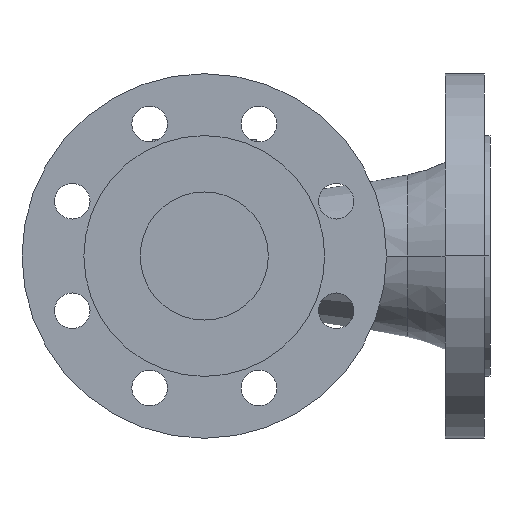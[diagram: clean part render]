
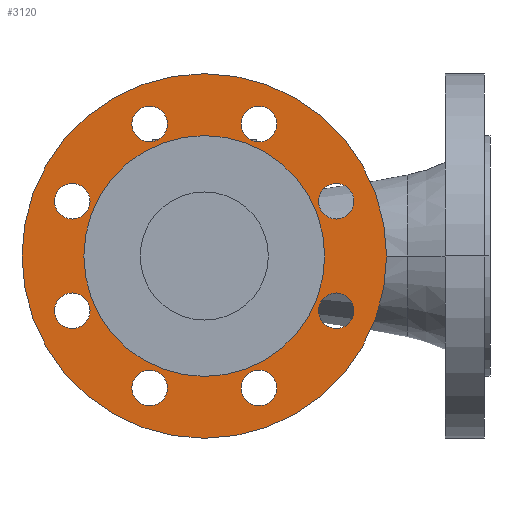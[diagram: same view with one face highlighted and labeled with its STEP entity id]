
A CAD part, front view. The second image highlights one B-rep face of the part: STEP entity #3120.
In plain terms, the highlighted planar face has unit normal (0, -1, 0).
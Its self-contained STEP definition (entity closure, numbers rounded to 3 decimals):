
#1570=CARTESIAN_POINT('',(-76.8,3.,0.))
;
#1580=DIRECTION('',(0.,-1.,-0.));
#1590=DIRECTION('',(-1.,0.,0.));
#1600=AXIS2_PLACEMENT_3D('',#1570,#1580,#1590);
#1610=PLANE('',#1600);
#1620=CARTESIAN_POINT('',(27.745,3.,
-66.981));
#1630=DIRECTION('',(-0.,1.,0.));
#1640=DIRECTION('',(1.,0.,0.));
#1650=AXIS2_PLACEMENT_3D('',#1620,#1630,#1640);
#1660=CIRCLE('',#1650,9.);
#1670=CARTESIAN_POINT('',(36.745,3.,-66.981));
#1680=VERTEX_POINT('',#1670);
#1690=CARTESIAN_POINT('',(18.745,3.,
-66.981));
#1700=VERTEX_POINT('',#1690);
#1710=EDGE_CURVE('',#1680,#1700,#1660,.T.);
#1720=ORIENTED_EDGE('',*,*,#1710,.T.);
#1730=EDGE_CURVE('',#1700,#1680,#1660,.T.);
#1740=ORIENTED_EDGE('',*,*,#1730,.T.);
#1750=EDGE_LOOP('',(#1740,#1720));
#1760=FACE_BOUND('',#1750,.T.);
#1770=CARTESIAN_POINT('',(-27.745,3.,
-66.981));
#1780=DIRECTION('',(-0.,1.,0.));
#1790=DIRECTION('',(1.,0.,0.));
#1800=AXIS2_PLACEMENT_3D('',#1770,#1780,#1790);
#1810=CIRCLE('',#1800,9.);
#1820=CARTESIAN_POINT('',(-18.745,3.,-66.981));
#1830=VERTEX_POINT('',#1820);
#1840=CARTESIAN_POINT('',(-36.745,3.,
-66.981));
#1850=VERTEX_POINT('',#1840);
#1860=EDGE_CURVE('',#1830,#1850,#1810,.T.);
#1870=ORIENTED_EDGE('',*,*,#1860,.T.);
#1880=EDGE_CURVE('',#1850,#1830,#1810,.T.);
#1890=ORIENTED_EDGE('',*,*,#1880,.T.);
#1900=EDGE_LOOP('',(#1890,#1870));
#1910=FACE_BOUND('',#1900,.T.);
#1920=CARTESIAN_POINT('',(-66.981,3.,
-27.745));
#1930=DIRECTION('',(-0.,1.,0.));
#1940=DIRECTION('',(1.,0.,0.));
#1950=AXIS2_PLACEMENT_3D('',#1920,#1930,#1940);
#1960=CIRCLE('',#1950,9.);
#1970=CARTESIAN_POINT('',(-57.981,3.,-27.745));
#1980=VERTEX_POINT('',#1970);
#1990=CARTESIAN_POINT('',(-75.981,3.,
-27.745));
#2000=VERTEX_POINT('',#1990);
#2010=EDGE_CURVE('',#1980,#2000,#1960,.T.);
#2020=ORIENTED_EDGE('',*,*,#2010,.T.);
#2030=EDGE_CURVE('',#2000,#1980,#1960,.T.);
#2040=ORIENTED_EDGE('',*,*,#2030,.T.);
#2050=EDGE_LOOP('',(#2040,#2020));
#2060=FACE_BOUND('',#2050,.T.);
#2070=CARTESIAN_POINT('',(-66.981,3.,
27.745));
#2080=DIRECTION('',(-0.,1.,0.));
#2090=DIRECTION('',(1.,0.,0.));
#2100=AXIS2_PLACEMENT_3D('',#2070,#2080,#2090);
#2110=CIRCLE('',#2100,9.);
#2120=CARTESIAN_POINT('',(-57.981,3.,27.745));
#2130=VERTEX_POINT('',#2120);
#2140=CARTESIAN_POINT('',(-75.981,3.,
27.745));
#2150=VERTEX_POINT('',#2140);
#2160=EDGE_CURVE('',#2130,#2150,#2110,.T.);
#2170=ORIENTED_EDGE('',*,*,#2160,.T.);
#2180=EDGE_CURVE('',#2150,#2130,#2110,.T.);
#2190=ORIENTED_EDGE('',*,*,#2180,.T.);
#2200=EDGE_LOOP('',(#2190,#2170));
#2210=FACE_BOUND('',#2200,.T.);
#2220=CARTESIAN_POINT('',(-27.745,3.,
66.981));
#2230=DIRECTION('',(-0.,1.,0.));
#2240=DIRECTION('',(1.,0.,0.));
#2250=AXIS2_PLACEMENT_3D('',#2220,#2230,#2240);
#2260=CIRCLE('',#2250,9.);
#2270=CARTESIAN_POINT('',(-36.745,3.,
66.981));
#2280=VERTEX_POINT('',#2270);
#2290=CARTESIAN_POINT('',(-18.745,3.,
66.981));
#2300=VERTEX_POINT('',#2290);
#2310=EDGE_CURVE('',#2280,#2300,#2260,.T.);
#2320=ORIENTED_EDGE('',*,*,#2310,.T.);
#2330=EDGE_CURVE('',#2300,#2280,#2260,.T.);
#2340=ORIENTED_EDGE('',*,*,#2330,.T.);
#2350=EDGE_LOOP('',(#2340,#2320));
#2360=FACE_BOUND('',#2350,.T.);
#2370=CARTESIAN_POINT('',(27.745,3.,
66.981));
#2380=DIRECTION('',(-0.,1.,0.));
#2390=DIRECTION('',(1.,0.,0.));
#2400=AXIS2_PLACEMENT_3D('',#2370,#2380,#2390);
#2410=CIRCLE('',#2400,9.);
#2420=CARTESIAN_POINT('',(18.745,3.,
66.981));
#2430=VERTEX_POINT('',#2420);
#2440=CARTESIAN_POINT('',(36.745,3.,
66.981));
#2450=VERTEX_POINT('',#2440);
#2460=EDGE_CURVE('',#2430,#2450,#2410,.T.);
#2470=ORIENTED_EDGE('',*,*,#2460,.T.);
#2480=EDGE_CURVE('',#2450,#2430,#2410,.T.);
#2490=ORIENTED_EDGE('',*,*,#2480,.T.);
#2500=EDGE_LOOP('',(#2490,#2470));
#2510=FACE_BOUND('',#2500,.T.);
#2520=CARTESIAN_POINT('',(66.981,3.,
27.745));
#2530=DIRECTION('',(-0.,1.,0.));
#2540=DIRECTION('',(1.,0.,0.));
#2550=AXIS2_PLACEMENT_3D('',#2520,#2530,#2540);
#2560=CIRCLE('',#2550,9.);
#2570=CARTESIAN_POINT('',(75.981,3.,27.745));
#2580=VERTEX_POINT('',#2570);
#2590=CARTESIAN_POINT('',(57.981,3.,
27.745));
#2600=VERTEX_POINT('',#2590);
#2610=EDGE_CURVE('',#2580,#2600,#2560,.T.);
#2620=ORIENTED_EDGE('',*,*,#2610,.T.);
#2630=EDGE_CURVE('',#2600,#2580,#2560,.T.);
#2640=ORIENTED_EDGE('',*,*,#2630,.T.);
#2650=EDGE_LOOP('',(#2640,#2620));
#2660=FACE_BOUND('',#2650,.T.);
#2670=CARTESIAN_POINT('',(66.981,3.,
-27.745));
#2680=DIRECTION('',(-0.,1.,0.));
#2690=DIRECTION('',(1.,0.,0.));
#2700=AXIS2_PLACEMENT_3D('',#2670,#2680,#2690);
#2710=CIRCLE('',#2700,9.);
#2720=CARTESIAN_POINT('',(75.981,3.,-27.745));
#2730=VERTEX_POINT('',#2720);
#2740=CARTESIAN_POINT('',(57.981,3.,
-27.745));
#2750=VERTEX_POINT('',#2740);
#2760=EDGE_CURVE('',#2730,#2750,#2710,.T.);
#2770=ORIENTED_EDGE('',*,*,#2760,.T.);
#2780=EDGE_CURVE('',#2750,#2730,#2710,.T.);
#2790=ORIENTED_EDGE('',*,*,#2780,.T.);
#2800=EDGE_LOOP('',(#2790,#2770));
#2810=FACE_BOUND('',#2800,.T.);
#2820=CARTESIAN_POINT('',(0.,3.,0.));
#2830=DIRECTION('',(0.,-1.,-0.));
#2840=DIRECTION('',(-1.,0.,0.));
#2850=AXIS2_PLACEMENT_3D('',#2820,#2830,#2840);
#2860=CIRCLE('',#2850,61.1);
#2870=CARTESIAN_POINT('',(61.1,3.,0.));
#2880=VERTEX_POINT('',#2870);
#2890=CARTESIAN_POINT('',(-61.1,3.,0.))
;
#2900=VERTEX_POINT('',#2890);
#2910=EDGE_CURVE('',#2880,#2900,#2860,.T.);
#2920=ORIENTED_EDGE('',*,*,#2910,.F.);
#2930=EDGE_CURVE('',#2900,#2880,#2860,.T.);
#2940=ORIENTED_EDGE('',*,*,#2930,.F.);
#2950=EDGE_LOOP('',(#2940,#2920));
#2960=FACE_BOUND('',#2950,.T.);
#2970=CARTESIAN_POINT('',(0.,3.,0.));
#2980=DIRECTION('',(0.,-1.,-0.));
#2990=DIRECTION('',(-1.,0.,0.));
#3000=AXIS2_PLACEMENT_3D('',#2970,#2980,#2990);
#3010=CIRCLE('',#3000,92.5);
#3020=CARTESIAN_POINT('',(-92.5,3.,0.))
;
#3030=VERTEX_POINT('',#3020);
#3040=CARTESIAN_POINT('',(92.5,3.,0.));
#3050=VERTEX_POINT('',#3040);
#3060=EDGE_CURVE('',#3030,#3050,#3010,.T.);
#3070=ORIENTED_EDGE('',*,*,#3060,.T.);
#3080=EDGE_CURVE('',#3050,#3030,#3010,.T.);
#3090=ORIENTED_EDGE('',*,*,#3080,.T.);
#3100=EDGE_LOOP('',(#3090,#3070));
#3110=FACE_OUTER_BOUND('',#3100,.T.);
#3120=ADVANCED_FACE('',(#1760,#1910,#2060,#2210,#2360,#2510,#2660,#2810,
#2960,#3110),#1610,.T.);
